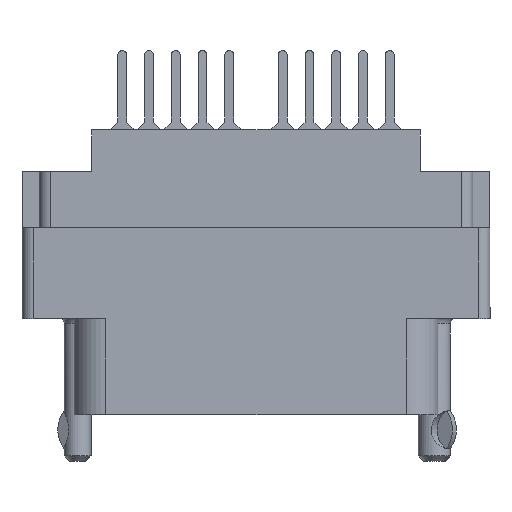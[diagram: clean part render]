
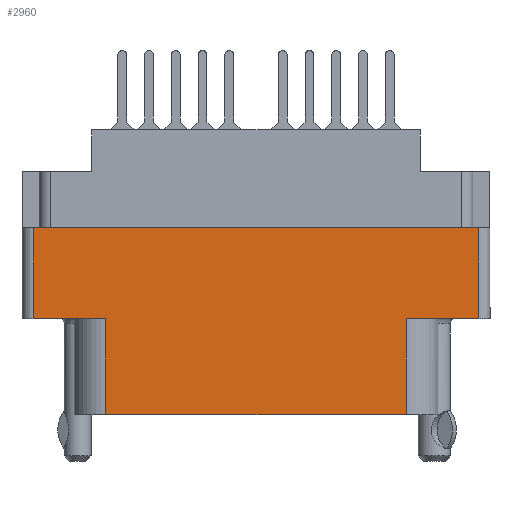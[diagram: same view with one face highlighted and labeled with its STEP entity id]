
A CAD part, front view. The second image highlights one B-rep face of the part: STEP entity #2960.
In plain terms, the highlighted planar face has unit normal (0, -1, 0).
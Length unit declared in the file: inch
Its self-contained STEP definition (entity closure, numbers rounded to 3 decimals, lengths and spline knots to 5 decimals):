
#825 = LINE ( 'NONE', #19769, #4893 ) ;
#1211 = VECTOR ( 'NONE', #9580, 39.37008 ) ;
#2575 = DIRECTION ( 'NONE',  ( 0., 0., 1. ) ) ;
#2960 = ADVANCED_FACE ( 'NONE', ( #28995 ), #31581, .T. ) ;
#3794 = CARTESIAN_POINT ( 'NONE',  ( -0.42052, -0.343, -0.529 ) ) ;
#4763 = EDGE_CURVE ( 'NONE', #32390, #32894, #25765, .T. ) ;
#4893 = VECTOR ( 'NONE', #10974, 39.37008 ) ;
#5928 = DIRECTION ( 'NONE',  ( 0., 0., -1. ) ) ;
#5953 = ORIENTED_EDGE ( 'NONE', *, *, #12712, .T. ) ;
#6028 = CARTESIAN_POINT ( 'NONE',  ( 0., -0.343, -0.529 ) ) ;
#6272 = DIRECTION ( 'NONE',  ( 1., 0., 0. ) ) ;
#6290 = VERTEX_POINT ( 'NONE', #11910 ) ;
#7653 = LINE ( 'NONE', #28283, #22671 ) ;
#8129 = LINE ( 'NONE', #21169, #34441 ) ;
#9308 = VECTOR ( 'NONE', #5928, 39.37008 ) ;
#9567 = ORIENTED_EDGE ( 'NONE', *, *, #26356, .T. ) ;
#9580 = DIRECTION ( 'NONE',  ( 0., 0., 1. ) ) ;
#9703 = ORIENTED_EDGE ( 'NONE', *, *, #33479, .T. ) ;
#10406 = CARTESIAN_POINT ( 'NONE',  ( -0.624, -0.343, -0.529 ) ) ;
#10974 = DIRECTION ( 'NONE',  ( 1., 0., 0. ) ) ;
#11087 = CARTESIAN_POINT ( 'NONE',  ( 0.624, -0.343, -0.529 ) ) ;
#11910 = CARTESIAN_POINT ( 'NONE',  ( -0.42052, -0.343, -0.798 ) ) ;
#12566 = CARTESIAN_POINT ( 'NONE',  ( -0.656, -0.343, -0.798 ) ) ;
#12573 = VECTOR ( 'NONE', #6272, 39.37008 ) ;
#12712 = EDGE_CURVE ( 'NONE', #26280, #6290, #8129, .T. ) ;
#13302 = ORIENTED_EDGE ( 'NONE', *, *, #35054, .T. ) ;
#13507 = LINE ( 'NONE', #6028, #12573 ) ;
#15246 = ORIENTED_EDGE ( 'NONE', *, *, #33696, .T. ) ;
#17389 = CARTESIAN_POINT ( 'NONE',  ( -0.624, -0.343, -0.798 ) ) ;
#17432 = CARTESIAN_POINT ( 'NONE',  ( 0., -0.343, -0.529 ) ) ;
#19347 = CARTESIAN_POINT ( 'NONE',  ( 0.42052, -0.343, -0.529 ) ) ;
#19708 = AXIS2_PLACEMENT_3D ( 'NONE', #29194, #26162, #34485 ) ;
#19769 = CARTESIAN_POINT ( 'NONE',  ( 0., -0.343, -0.274 ) ) ;
#20764 = VERTEX_POINT ( 'NONE', #10406 ) ;
#21169 = CARTESIAN_POINT ( 'NONE',  ( -0.42052, -0.343, -0.798 ) ) ;
#22164 = EDGE_LOOP ( 'NONE', ( #37165, #13302, #9703, #5953, #9567, #25015, #37338, #15246 ) ) ;
#22671 = VECTOR ( 'NONE', #2575, 39.37008 ) ;
#23209 = VECTOR ( 'NONE', #24028, 39.37008 ) ;
#23249 = VERTEX_POINT ( 'NONE', #32580 ) ;
#24028 = DIRECTION ( 'NONE',  ( 1., 0., 0. ) ) ;
#24103 = DIRECTION ( 'NONE',  ( 0., 0., -1. ) ) ;
#25015 = ORIENTED_EDGE ( 'NONE', *, *, #28082, .T. ) ;
#25765 = LINE ( 'NONE', #17432, #36634 ) ;
#26162 = DIRECTION ( 'NONE',  ( 0., -1., 0. ) ) ;
#26280 = VERTEX_POINT ( 'NONE', #3794 ) ;
#26356 = EDGE_CURVE ( 'NONE', #6290, #28834, #31814, .T. ) ;
#26945 = VERTEX_POINT ( 'NONE', #32329 ) ;
#27396 = CARTESIAN_POINT ( 'NONE',  ( 0.624, -0.343, -0.798 ) ) ;
#27966 = EDGE_CURVE ( 'NONE', #23249, #26945, #825, .T. ) ;
#28082 = EDGE_CURVE ( 'NONE', #28834, #32894, #7653, .T. ) ;
#28283 = CARTESIAN_POINT ( 'NONE',  ( 0.42052, -0.343, -0.529 ) ) ;
#28834 = VERTEX_POINT ( 'NONE', #31197 ) ;
#28995 = FACE_OUTER_BOUND ( 'NONE', #22164, .T. ) ;
#29194 = CARTESIAN_POINT ( 'NONE',  ( -0.656, -0.343, -0.798 ) ) ;
#31197 = CARTESIAN_POINT ( 'NONE',  ( 0.42052, -0.343, -0.798 ) ) ;
#31581 = PLANE ( 'NONE',  #19708 ) ;
#31814 = LINE ( 'NONE', #12566, #23209 ) ;
#32093 = LINE ( 'NONE', #27396, #1211 ) ;
#32329 = CARTESIAN_POINT ( 'NONE',  ( 0.624, -0.343, -0.274 ) ) ;
#32390 = VERTEX_POINT ( 'NONE', #11087 ) ;
#32580 = CARTESIAN_POINT ( 'NONE',  ( -0.624, -0.343, -0.274 ) ) ;
#32894 = VERTEX_POINT ( 'NONE', #19347 ) ;
#33479 = EDGE_CURVE ( 'NONE', #20764, #26280, #13507, .T. ) ;
#33696 = EDGE_CURVE ( 'NONE', #32390, #26945, #32093, .T. ) ;
#33812 = LINE ( 'NONE', #17389, #9308 ) ;
#34441 = VECTOR ( 'NONE', #24103, 39.37008 ) ;
#34485 = DIRECTION ( 'NONE',  ( 0., 0., -1. ) ) ;
#34535 = DIRECTION ( 'NONE',  ( -1., 0., 0. ) ) ;
#35054 = EDGE_CURVE ( 'NONE', #23249, #20764, #33812, .T. ) ;
#36634 = VECTOR ( 'NONE', #34535, 39.37008 ) ;
#37165 = ORIENTED_EDGE ( 'NONE', *, *, #27966, .F. ) ;
#37338 = ORIENTED_EDGE ( 'NONE', *, *, #4763, .F. ) ;
